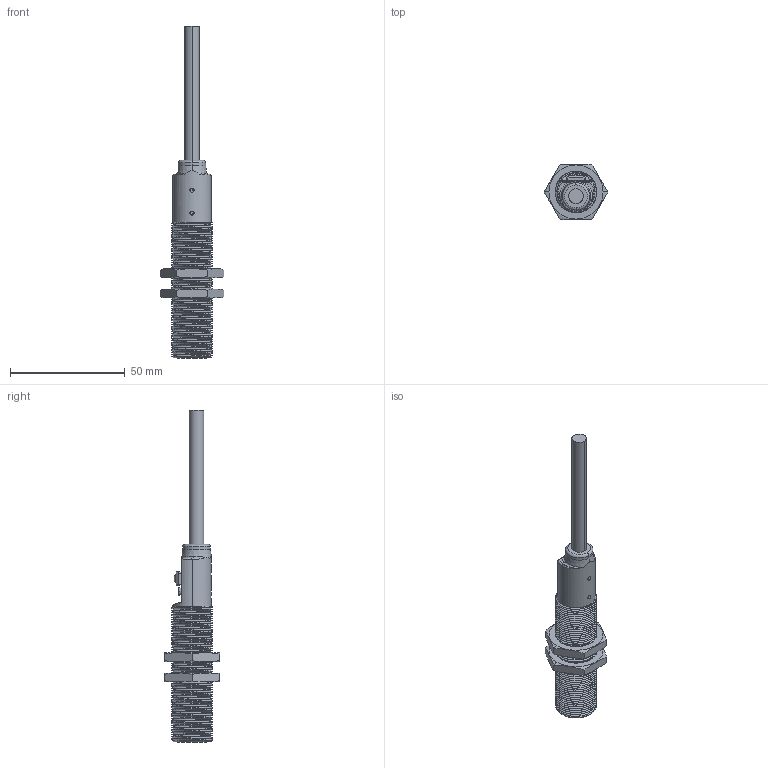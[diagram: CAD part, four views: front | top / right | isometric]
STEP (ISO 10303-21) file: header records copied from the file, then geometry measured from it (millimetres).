
FILE_DESCRIPTION((''),'2;1');
FILE_NAME('159657_ASM','2016-03-03T',('pdmadmin'),(''),'PRO/ENGINEER BY PARAMETRIC TECHNOLOGY CORPORATION, 2013230','PRO/ENGINEER BY PARAMETRIC TECHNOLOGY CORPORATION, 2013230','');
FILE_SCHEMA(('CONFIG_CONTROL_DESIGN'));
Products named in the file (14): 66980; 120771; 120631; 119948; 63308; 121352_FINAL; 118653_AF0; 67463_AF0; 65020; 65019; 115456_ASM; CABLE_250; 49246; 159657_ASM
Assembly tree (14 placements, depth 3):
  159657_ASM
    66980
    120771
    120631
    119948
    63308
    121352_FINAL
    118653_AF0
    67463_AF0
    115456_ASM
      65020
      65019
    CABLE_250
    49246  x2
Bounding box: 27.71 x 24.04 x 144.5 mm (x, y, z)
Volume: 11263.5 mm3; surface area: 19696.6 mm2
Topology: 13 solids, 15 shells, 628 faces, 1571 edges, 981 vertices
Faces by surface type: cylinder 271, plane 203, bspline 69, torus 48, cone 31, sphere 6
Entity records: 35130 total; most frequent: CARTESIAN_POINT 20982, ORIENTED_EDGE 3018, DIRECTION 2683, EDGE_CURVE 1511, AXIS2_PLACEMENT_3D 975, VERTEX_POINT 953, VECTOR 733, LINE 733
